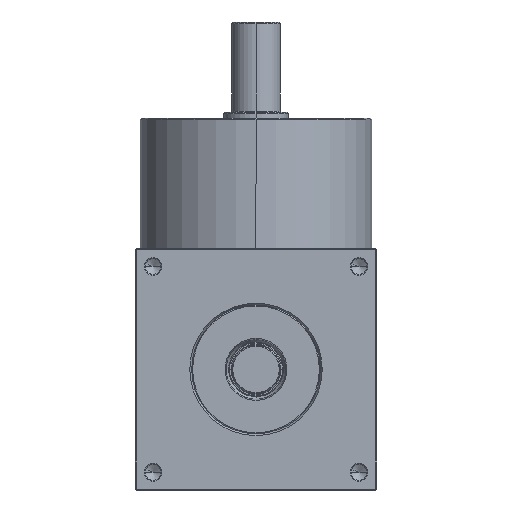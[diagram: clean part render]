
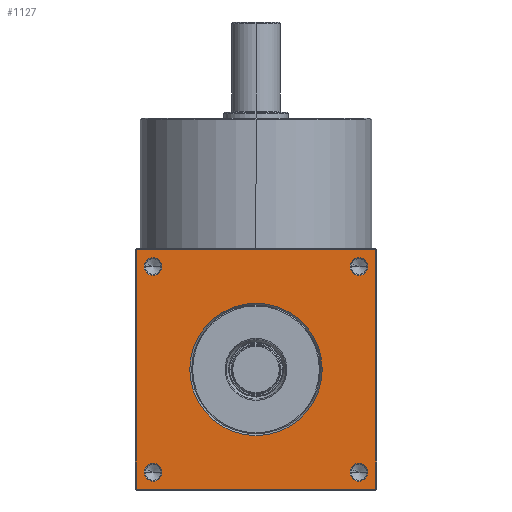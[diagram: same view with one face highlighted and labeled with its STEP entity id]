
A CAD part, left-side view. The second image highlights one B-rep face of the part: STEP entity #1127.
In plain terms, the highlighted planar face has unit normal (-1, 0, 0).
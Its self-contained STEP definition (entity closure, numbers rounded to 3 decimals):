
#1127=ADVANCED_FACE('',(#2373,#2374,#2375,#2376,#2377,#2378),#2379,.T.);
#2373=FACE_OUTER_BOUND('',#5219,.T.);
#2374=FACE_BOUND('',#5220,.T.);
#2375=FACE_BOUND('',#5221,.T.);
#2376=FACE_BOUND('',#5222,.T.);
#2377=FACE_BOUND('',#5223,.T.);
#2378=FACE_BOUND('',#5224,.T.);
#2379=PLANE('',#5225);
#5219=EDGE_LOOP('',(#7693,#7694,#7695,#7696));
#5220=EDGE_LOOP('',(#7697,#7698));
#5221=EDGE_LOOP('',(#7699,#7700));
#5222=EDGE_LOOP('',(#7701,#7702));
#5223=EDGE_LOOP('',(#7703,#7704));
#5224=EDGE_LOOP('',(#7705,#7706));
#5225=AXIS2_PLACEMENT_3D('',#7707,#7708,#7709);
#7693=ORIENTED_EDGE('',*,*,#8981,.F.);
#7694=ORIENTED_EDGE('',*,*,#8982,.F.);
#7695=ORIENTED_EDGE('',*,*,#8983,.F.);
#7696=ORIENTED_EDGE('',*,*,#8984,.F.);
#7697=ORIENTED_EDGE('',*,*,#8985,.F.);
#7698=ORIENTED_EDGE('',*,*,#8181,.F.);
#7699=ORIENTED_EDGE('',*,*,#8986,.F.);
#7700=ORIENTED_EDGE('',*,*,#8163,.F.);
#7701=ORIENTED_EDGE('',*,*,#8987,.F.);
#7702=ORIENTED_EDGE('',*,*,#8127,.F.);
#7703=ORIENTED_EDGE('',*,*,#8988,.F.);
#7704=ORIENTED_EDGE('',*,*,#8172,.F.);
#7705=ORIENTED_EDGE('',*,*,#8979,.F.);
#7706=ORIENTED_EDGE('',*,*,#8190,.F.);
#7707=CARTESIAN_POINT('',(-42.5,-37.5,0.0));
#7708=DIRECTION('',(-1.0,0.0,0.0));
#7709=DIRECTION('',(0.0,0.0,1.0));
#8127=EDGE_CURVE('',#9225,#9228,#9229,.T.);
#8163=EDGE_CURVE('',#9285,#9287,#9288,.T.);
#8172=EDGE_CURVE('',#9298,#9300,#9301,.T.);
#8181=EDGE_CURVE('',#9311,#9313,#9314,.T.);
#8190=EDGE_CURVE('',#9324,#9326,#9327,.T.);
#8979=EDGE_CURVE('',#9326,#9324,#10442,.T.);
#8981=EDGE_CURVE('',#10444,#10445,#10446,.T.);
#8982=EDGE_CURVE('',#10447,#10444,#10448,.T.);
#8983=EDGE_CURVE('',#10449,#10447,#10450,.T.);
#8984=EDGE_CURVE('',#10445,#10449,#10451,.T.);
#8985=EDGE_CURVE('',#9313,#9311,#10452,.T.);
#8986=EDGE_CURVE('',#9287,#9285,#10453,.T.);
#8987=EDGE_CURVE('',#9228,#9225,#10454,.T.);
#8988=EDGE_CURVE('',#9300,#9298,#10455,.T.);
#9225=VERTEX_POINT('',#10772);
#9228=VERTEX_POINT('',#10776);
#9229=CIRCLE('',#10777,20.577);
#9285=VERTEX_POINT('',#10848);
#9287=VERTEX_POINT('',#10851);
#9288=CIRCLE('',#10852,2.759);
#9298=VERTEX_POINT('',#10865);
#9300=VERTEX_POINT('',#10868);
#9301=CIRCLE('',#10869,2.759);
#9311=VERTEX_POINT('',#10882);
#9313=VERTEX_POINT('',#10885);
#9314=CIRCLE('',#10886,2.759);
#9324=VERTEX_POINT('',#10899);
#9326=VERTEX_POINT('',#10902);
#9327=CIRCLE('',#10903,2.759);
#10442=CIRCLE('',#12985,2.759);
#10444=VERTEX_POINT('',#12987);
#10445=VERTEX_POINT('',#12988);
#10446=LINE('',#12989,#12990);
#10447=VERTEX_POINT('',#12991);
#10448=LINE('',#12992,#12993);
#10449=VERTEX_POINT('',#12994);
#10450=LINE('',#12995,#12996);
#10451=LINE('',#12997,#12998);
#10452=CIRCLE('',#12999,2.759);
#10453=CIRCLE('',#13000,2.759);
#10454=CIRCLE('',#13001,20.577);
#10455=CIRCLE('',#13002,2.759);
#10772=CARTESIAN_POINT('',(-42.5,0.,-20.577));
#10776=CARTESIAN_POINT('',(-42.5,0.,20.577));
#10777=AXIS2_PLACEMENT_3D('',#13241,#13242,#13243);
#10848=CARTESIAN_POINT('',(-42.5,29.242,32.0));
#10851=CARTESIAN_POINT('',(-42.5,34.759,32.0));
#10852=AXIS2_PLACEMENT_3D('',#13293,#13294,#13295);
#10865=CARTESIAN_POINT('',(-42.5,-34.759,32.0));
#10868=CARTESIAN_POINT('',(-42.5,-29.242,32.0));
#10869=AXIS2_PLACEMENT_3D('',#13306,#13307,#13308);
#10882=CARTESIAN_POINT('',(-42.5,29.242,-32.0));
#10885=CARTESIAN_POINT('',(-42.5,34.759,-32.0));
#10886=AXIS2_PLACEMENT_3D('',#13319,#13320,#13321);
#10899=CARTESIAN_POINT('',(-42.5,-34.759,-32.0));
#10902=CARTESIAN_POINT('',(-42.5,-29.242,-32.0));
#10903=AXIS2_PLACEMENT_3D('',#13332,#13333,#13334);
#12985=AXIS2_PLACEMENT_3D('',#14017,#14018,#14019);
#12987=CARTESIAN_POINT('',(-42.5,-37.2,37.2));
#12988=CARTESIAN_POINT('',(-42.5,-37.2,-37.2));
#12989=CARTESIAN_POINT('',(-42.5,-37.2,37.2));
#12990=VECTOR('',#14020,74.4);
#12991=CARTESIAN_POINT('',(-42.5,37.2,37.2));
#12992=CARTESIAN_POINT('',(-42.5,37.2,37.2));
#12993=VECTOR('',#14021,74.4);
#12994=CARTESIAN_POINT('',(-42.5,37.2,-37.2));
#12995=CARTESIAN_POINT('',(-42.5,37.2,-37.2));
#12996=VECTOR('',#14022,74.4);
#12997=CARTESIAN_POINT('',(-42.5,-37.2,-37.2));
#12998=VECTOR('',#14023,74.4);
#12999=AXIS2_PLACEMENT_3D('',#14024,#14025,#14026);
#13000=AXIS2_PLACEMENT_3D('',#14027,#14028,#14029);
#13001=AXIS2_PLACEMENT_3D('',#14030,#14031,#14032);
#13002=AXIS2_PLACEMENT_3D('',#14033,#14034,#14035);
#13241=CARTESIAN_POINT('',(-42.5,0.,0.0));
#13242=DIRECTION('',(-1.0,0.0,0.0));
#13243=DIRECTION('',(0.0,0.0,-1.0));
#13293=CARTESIAN_POINT('',(-42.5,32.0,32.0));
#13294=DIRECTION('',(-1.0,0.0,0.0));
#13295=DIRECTION('',(0.0,-1.0,0.0));
#13306=CARTESIAN_POINT('',(-42.5,-32.0,32.0));
#13307=DIRECTION('',(-1.0,0.0,0.0));
#13308=DIRECTION('',(0.0,-1.0,0.0));
#13319=CARTESIAN_POINT('',(-42.5,32.0,-32.0));
#13320=DIRECTION('',(-1.0,0.0,0.0));
#13321=DIRECTION('',(0.0,-1.0,0.0));
#13332=CARTESIAN_POINT('',(-42.5,-32.0,-32.0));
#13333=DIRECTION('',(-1.0,0.0,0.0));
#13334=DIRECTION('',(0.0,-1.0,0.0));
#14017=CARTESIAN_POINT('',(-42.5,-32.0,-32.0));
#14018=DIRECTION('',(-1.0,0.0,0.0));
#14019=DIRECTION('',(0.0,-1.0,0.0));
#14020=DIRECTION('',(0.0,0.0,-1.0));
#14021=DIRECTION('',(0.0,-1.0,0.0));
#14022=DIRECTION('',(0.0,0.0,1.0));
#14023=DIRECTION('',(0.0,1.0,0.0));
#14024=CARTESIAN_POINT('',(-42.5,32.0,-32.0));
#14025=DIRECTION('',(-1.0,0.0,0.0));
#14026=DIRECTION('',(0.0,-1.0,0.0));
#14027=CARTESIAN_POINT('',(-42.5,32.0,32.0));
#14028=DIRECTION('',(-1.0,0.0,0.0));
#14029=DIRECTION('',(0.0,-1.0,0.0));
#14030=CARTESIAN_POINT('',(-42.5,0.,0.0));
#14031=DIRECTION('',(-1.0,0.0,0.0));
#14032=DIRECTION('',(0.0,0.0,-1.0));
#14033=CARTESIAN_POINT('',(-42.5,-32.0,32.0));
#14034=DIRECTION('',(-1.0,0.0,0.0));
#14035=DIRECTION('',(0.0,-1.0,0.0));
